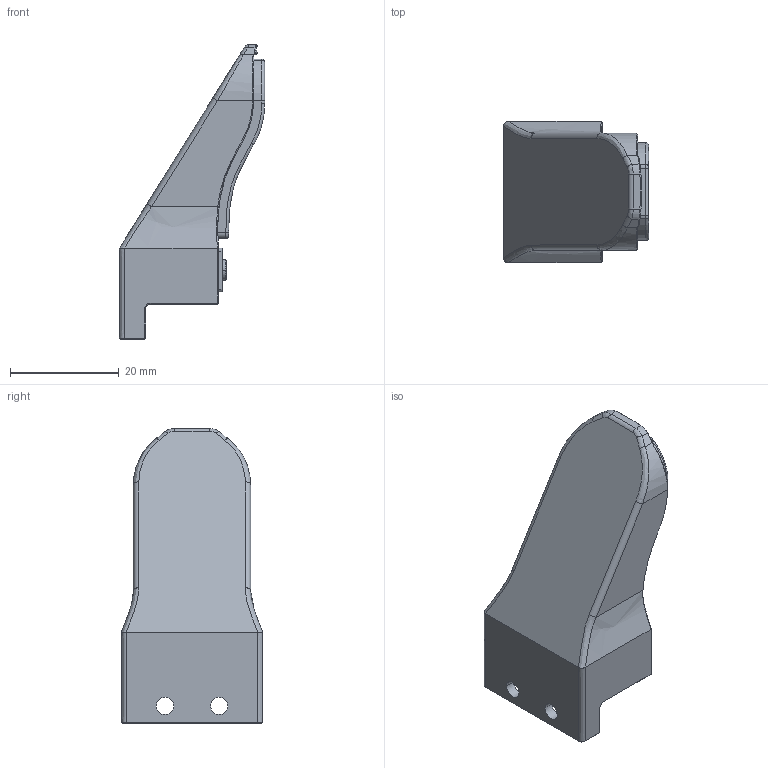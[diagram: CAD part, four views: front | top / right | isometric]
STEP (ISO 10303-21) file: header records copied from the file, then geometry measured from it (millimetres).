
FILE_DESCRIPTION((''),'2;1');
FILE_NAME('00_G1-OS_DVT_ASM_271_ASM_3_ASM__ASM','2025-04-08T11:00:45',('LENOVO'),(''),'CREO PARAMETRIC BY PTC INC, 2021063','CREO PARAMETRIC BY PTC INC, 2021063','');
FILE_SCHEMA(('AUTOMOTIVE_DESIGN { 1 0 10303 214 1 1 1 1 }'));
Length unit declared in the file: millimetre
Products named in the file (3): 01_G1-OS_DVT_BASE_206_5_3; 01_G1-OS_DVT_SHEET_57_1_6; 00_G1-OS_DVT_ASM_271_ASM_3_ASM__ASM
Assembly tree (2 placements, depth 2):
  00_G1-OS_DVT_ASM_271_ASM_3_ASM__ASM
    01_G1-OS_DVT_BASE_206_5_3
    01_G1-OS_DVT_SHEET_57_1_6
Bounding box: 26.77 x 26 x 54.35 mm (x, y, z)
Volume: 14940.4 mm3; surface area: 5495.8 mm2
Topology: 2 solids, 2 shells, 247 faces, 574 edges, 335 vertices
Faces by surface type: plane 100, cylinder 67, cone 34, bspline 26, extrusion 12, torus 6, sphere 2
Entity records: 11410 total; most frequent: CARTESIAN_POINT 3160, ORIENTED_EDGE 1144, DIRECTION 1085, PRESENTATION_STYLE_ASSIGNMENT 671, STYLED_ITEM 579, CURVE_STYLE 577, EDGE_CURVE 572, AXIS2_PLACEMENT_3D 387
